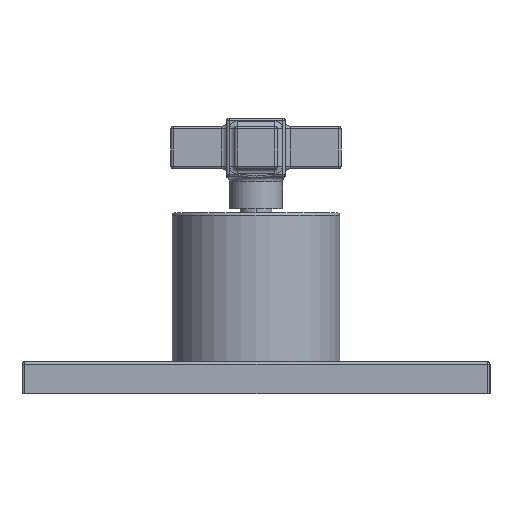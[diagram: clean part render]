
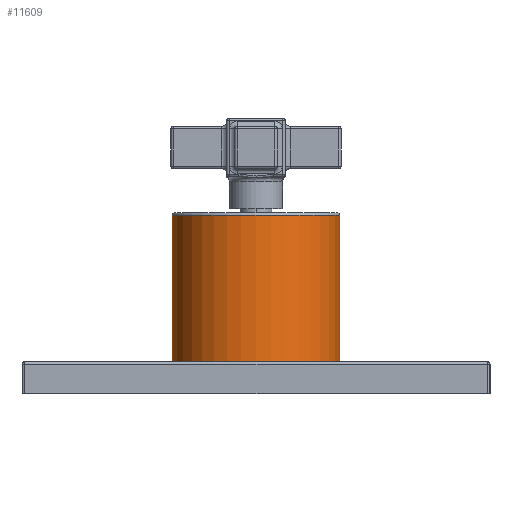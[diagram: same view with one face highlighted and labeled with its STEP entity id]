
A CAD part, left-side view. The second image highlights one B-rep face of the part: STEP entity #11609.
In plain terms, the highlighted cylindrical face has radius 25.019 mm (diameter 50.038 mm), a partial arc.
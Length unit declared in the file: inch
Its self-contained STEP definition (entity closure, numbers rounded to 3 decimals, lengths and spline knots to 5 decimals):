
#1017=CARTESIAN_POINT('',(0.,0.,0.375));
#1018=DIRECTION('',(0.,0.,1.));
#1019=DIRECTION('',(0.,1.,0.));
#1020=AXIS2_PLACEMENT_3D('',#1017,#1018,#1019);
#3632=DIRECTION('',(0.,0.,1.));
#3633=VECTOR('',#3632,1.72067);
#3634=CARTESIAN_POINT('',(0.,0.985,0.375));
#3635=LINE('',#3634,#3633);
#3636=DIRECTION('',(0.,0.,1.));
#3637=VECTOR('',#3636,1.72067);
#3638=CARTESIAN_POINT('',(0.,-0.985,0.375));
#3639=LINE('',#3638,#3637);
#3650=CARTESIAN_POINT('',(0.,0.,2.09567));
#3651=DIRECTION('',(0.,0.,1.));
#3652=DIRECTION('',(0.,1.,0.));
#3653=AXIS2_PLACEMENT_3D('',#3650,#3651,#3652);
#5837=CARTESIAN_POINT('',(0.,0.985,2.09567));
#5838=CARTESIAN_POINT('',(0.,-0.985,2.09567));
#5839=VERTEX_POINT('',#5837);
#5840=VERTEX_POINT('',#5838);
#5841=CARTESIAN_POINT('',(0.,0.985,0.375));
#5842=CARTESIAN_POINT('',(0.,-0.985,0.375));
#5843=VERTEX_POINT('',#5841);
#5844=VERTEX_POINT('',#5842);
#11595=CARTESIAN_POINT('',(0.,0.,0.34067));
#11596=DIRECTION('',(0.,0.,1.));
#11597=DIRECTION('',(0.,1.,0.));
#11598=AXIS2_PLACEMENT_3D('',#11595,#11596,#11597);
#11599=CYLINDRICAL_SURFACE('',#11598,0.985);
#11600=ORIENTED_EDGE('',*,*,#6650,.F.);
#11602=ORIENTED_EDGE('',*,*,#11601,.T.);
#11604=ORIENTED_EDGE('',*,*,#11603,.T.);
#11606=ORIENTED_EDGE('',*,*,#11605,.F.);
#11607=EDGE_LOOP('',(#11600,#11602,#11604,#11606));
#11608=FACE_OUTER_BOUND('',#11607,.F.);
#11609=ADVANCED_FACE('',(#11608),#11599,.T.);
#1021=CIRCLE('',#1020,0.985);
#3654=CIRCLE('',#3653,0.985);
#6650=EDGE_CURVE('',#5843,#5844,#1021,.T.);
#11601=EDGE_CURVE('',#5843,#5839,#3635,.T.);
#11603=EDGE_CURVE('',#5839,#5840,#3654,.T.);
#11605=EDGE_CURVE('',#5844,#5840,#3639,.T.);
